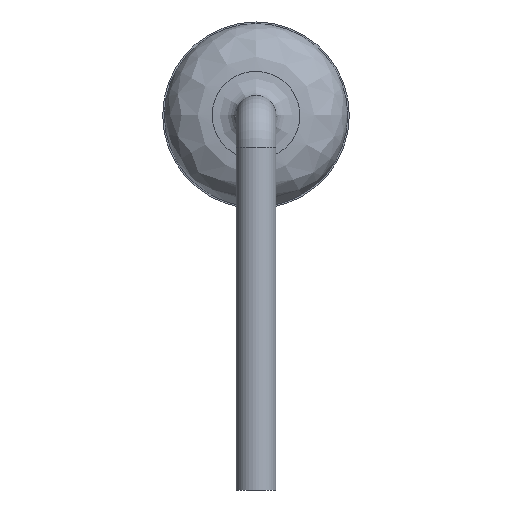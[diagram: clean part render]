
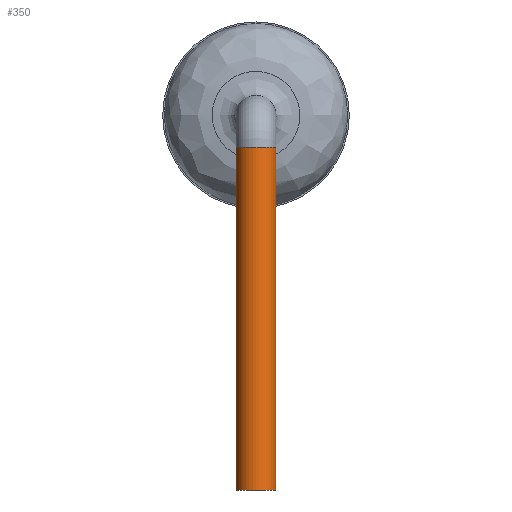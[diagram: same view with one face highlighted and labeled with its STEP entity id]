
A CAD part, left-side view. The second image highlights one B-rep face of the part: STEP entity #350.
In plain terms, the highlighted cylindrical face has radius 0.25 mm (diameter 0.5 mm), a full revolution.
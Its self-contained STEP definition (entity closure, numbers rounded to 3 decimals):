
#350=ADVANCED_FACE('',(#1305,#1307),#1309,.T.);
#1305=FACE_OUTER_BOUND('',#1306,.T.);
#1306=EDGE_LOOP('',(#1612));
#1307=FACE_OUTER_BOUND('',#1308,.T.);
#1308=EDGE_LOOP('',(#1613));
#1309=CYLINDRICAL_SURFACE('',#1310,0.25);
#1310=AXIS2_PLACEMENT_3D('',#1311,#1312,#1313);
#1311=CARTESIAN_POINT('',(-3.81,0.,-3.));
#1312=DIRECTION('',(0.,0.,1.));
#1313=DIRECTION('',(1.,0.,0.));
#1612=ORIENTED_EDGE('',*,*,#1653,.F.);
#1613=ORIENTED_EDGE('',*,*,#1654,.T.);
#1653=EDGE_CURVE('',#1723,#1723,#1724,.T.);
#1654=EDGE_CURVE('',#1725,#1725,#1726,.T.);
#1723=VERTEX_POINT('',#2218);
#1724=CIRCLE('',#2219,0.25);
#1725=VERTEX_POINT('',#2223);
#1726=CIRCLE('',#2224,0.25);
#2218=CARTESIAN_POINT('',(-3.56,0.,1.3));
#2219=AXIS2_PLACEMENT_3D('',#2220,#2221,#2222);
#2220=CARTESIAN_POINT('',(-3.81,0.,1.3));
#2221=DIRECTION('',(0.,0.,1.));
#2222=DIRECTION('',(1.,0.,0.));
#2223=CARTESIAN_POINT('',(-3.56,0.,-3.));
#2224=AXIS2_PLACEMENT_3D('',#2225,#2226,#2227);
#2225=CARTESIAN_POINT('',(-3.81,0.,-3.));
#2226=DIRECTION('',(0.,0.,1.));
#2227=DIRECTION('',(1.,0.,0.));
